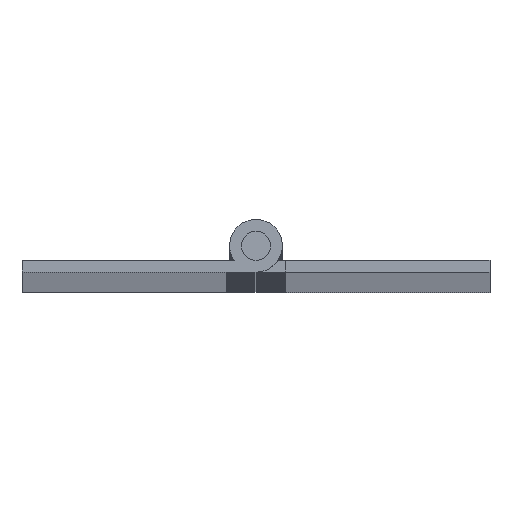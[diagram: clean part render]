
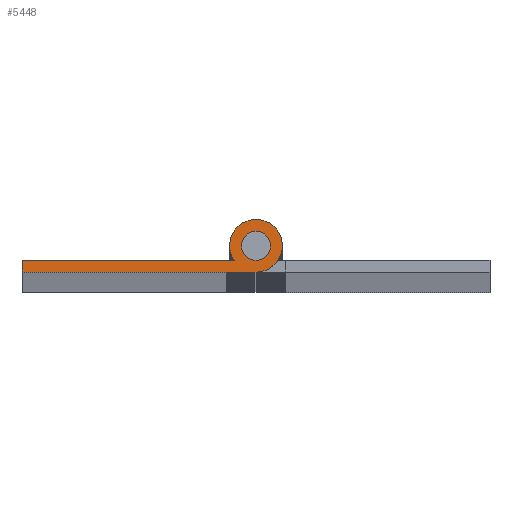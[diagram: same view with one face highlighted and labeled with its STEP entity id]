
A CAD part, top view. The second image highlights one B-rep face of the part: STEP entity #5448.
In plain terms, the highlighted planar face has unit normal (0, 0, 1).
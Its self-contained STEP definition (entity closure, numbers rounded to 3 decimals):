
#149 = CARTESIAN_POINT ( 'NONE',  ( -40., -2.5, 0. ) ) ;
#318 = DIRECTION ( 'NONE',  ( 1., 0., 0. ) ) ;
#566 = CIRCLE ( 'NONE', #11960, 4.5 ) ;
#702 = FACE_OUTER_BOUND ( 'NONE', #8488, .T. ) ;
#744 = CARTESIAN_POINT ( 'NONE',  ( -4.5, 0., 0. ) ) ;
#781 = CARTESIAN_POINT ( 'NONE',  ( -40., -2.5, 0. ) ) ;
#1154 = CARTESIAN_POINT ( 'NONE',  ( -3.742, -2.5, 0. ) ) ;
#1730 = CARTESIAN_POINT ( 'NONE',  ( 0., 0., 0. ) ) ;
#1856 = CIRCLE ( 'NONE', #4659, 2.5 ) ;
#2062 = ORIENTED_EDGE ( 'NONE', *, *, #4549, .F. ) ;
#2672 = EDGE_CURVE ( 'NONE', #6573, #6950, #566, .T. ) ;
#2862 = CARTESIAN_POINT ( 'NONE',  ( 2.5, 0., 0. ) ) ;
#3568 = CARTESIAN_POINT ( 'NONE',  ( 0., 0., 0. ) ) ;
#3644 = VERTEX_POINT ( 'NONE', #11892 ) ;
#3743 = ORIENTED_EDGE ( 'NONE', *, *, #2672, .T. ) ;
#3983 = VERTEX_POINT ( 'NONE', #149 ) ;
#4194 = CIRCLE ( 'NONE', #12363, 4.5 ) ;
#4251 = CARTESIAN_POINT ( 'NONE',  ( -40., -4.5, 0. ) ) ;
#4549 = EDGE_CURVE ( 'NONE', #10670, #11717, #1856, .T. ) ;
#4659 = AXIS2_PLACEMENT_3D ( 'NONE', #3568, #7368, #6437 ) ;
#4762 = EDGE_CURVE ( 'NONE', #3644, #6173, #9874, .T. ) ;
#4973 = DIRECTION ( 'NONE',  ( -1., 0., 0. ) ) ;
#4980 = ORIENTED_EDGE ( 'NONE', *, *, #11868, .F. ) ;
#4990 = AXIS2_PLACEMENT_3D ( 'NONE', #7119, #6243, #10060 ) ;
#5318 = ORIENTED_EDGE ( 'NONE', *, *, #12008, .T. ) ;
#5423 = CARTESIAN_POINT ( 'NONE',  ( 0., 0., 0. ) ) ;
#5448 = ADVANCED_FACE ( 'NONE', ( #6402, #702 ), #7162, .T. ) ;
#5482 = CARTESIAN_POINT ( 'NONE',  ( -3.742, -2.5, 0. ) ) ;
#5548 = DIRECTION ( 'NONE',  ( 0., 0., 1. ) ) ;
#5915 = LINE ( 'NONE', #1154, #9658 ) ;
#5922 = VERTEX_POINT ( 'NONE', #7040 ) ;
#6173 = VERTEX_POINT ( 'NONE', #7835 ) ;
#6243 = DIRECTION ( 'NONE',  ( 0., 0., 1. ) ) ;
#6260 = DIRECTION ( 'NONE',  ( 0., 0., 1. ) ) ;
#6284 = CARTESIAN_POINT ( 'NONE',  ( 0., 0., 0. ) ) ;
#6362 = DIRECTION ( 'NONE',  ( 0., -1., 0. ) ) ;
#6402 = FACE_BOUND ( 'NONE', #7397, .T. ) ;
#6437 = DIRECTION ( 'NONE',  ( 1., 0., 0. ) ) ;
#6573 = VERTEX_POINT ( 'NONE', #744 ) ;
#6576 = CARTESIAN_POINT ( 'NONE',  ( -2.5, 0., 0. ) ) ;
#6950 = VERTEX_POINT ( 'NONE', #5482 ) ;
#7040 = CARTESIAN_POINT ( 'NONE',  ( 4.5, 0., 0. ) ) ;
#7119 = CARTESIAN_POINT ( 'NONE',  ( 0., 0., 0. ) ) ;
#7162 = PLANE ( 'NONE',  #11839 ) ;
#7368 = DIRECTION ( 'NONE',  ( 0., 0., 1. ) ) ;
#7397 = EDGE_LOOP ( 'NONE', ( #2062, #4980 ) ) ;
#7454 = VECTOR ( 'NONE', #10922, 1000. ) ;
#7835 = CARTESIAN_POINT ( 'NONE',  ( 0., -4.5, 0. ) ) ;
#7954 = ORIENTED_EDGE ( 'NONE', *, *, #8034, .T. ) ;
#8034 = EDGE_CURVE ( 'NONE', #6173, #5922, #8509, .T. ) ;
#8488 = EDGE_LOOP ( 'NONE', ( #10308, #11340, #7954, #5318, #3743, #10968 ) ) ;
#8509 = CIRCLE ( 'NONE', #9116, 4.5 ) ;
#8780 = CIRCLE ( 'NONE', #4990, 2.5 ) ;
#9116 = AXIS2_PLACEMENT_3D ( 'NONE', #10882, #6260, #318 ) ;
#9367 = DIRECTION ( 'NONE',  ( 0., 0., 1. ) ) ;
#9658 = VECTOR ( 'NONE', #4973, 1000. ) ;
#9874 = LINE ( 'NONE', #4251, #7454 ) ;
#10060 = DIRECTION ( 'NONE',  ( 1., 0., 0. ) ) ;
#10218 = DIRECTION ( 'NONE',  ( 1., 0., 0. ) ) ;
#10308 = ORIENTED_EDGE ( 'NONE', *, *, #11954, .T. ) ;
#10360 = LINE ( 'NONE', #781, #10770 ) ;
#10670 = VERTEX_POINT ( 'NONE', #2862 ) ;
#10770 = VECTOR ( 'NONE', #6362, 1000. ) ;
#10882 = CARTESIAN_POINT ( 'NONE',  ( 0., 0., 0. ) ) ;
#10922 = DIRECTION ( 'NONE',  ( 1., 0., 0. ) ) ;
#10968 = ORIENTED_EDGE ( 'NONE', *, *, #11077, .T. ) ;
#11077 = EDGE_CURVE ( 'NONE', #6950, #3983, #5915, .T. ) ;
#11285 = DIRECTION ( 'NONE',  ( 1., 0., 0. ) ) ;
#11340 = ORIENTED_EDGE ( 'NONE', *, *, #4762, .T. ) ;
#11717 = VERTEX_POINT ( 'NONE', #6576 ) ;
#11839 = AXIS2_PLACEMENT_3D ( 'NONE', #6284, #11972, #10218 ) ;
#11868 = EDGE_CURVE ( 'NONE', #11717, #10670, #8780, .T. ) ;
#11892 = CARTESIAN_POINT ( 'NONE',  ( -40., -4.5, 0. ) ) ;
#11954 = EDGE_CURVE ( 'NONE', #3983, #3644, #10360, .T. ) ;
#11960 = AXIS2_PLACEMENT_3D ( 'NONE', #1730, #5548, #11285 ) ;
#11972 = DIRECTION ( 'NONE',  ( 0., 0., 1. ) ) ;
#12008 = EDGE_CURVE ( 'NONE', #5922, #6573, #4194, .T. ) ;
#12357 = DIRECTION ( 'NONE',  ( 1., 0., 0. ) ) ;
#12363 = AXIS2_PLACEMENT_3D ( 'NONE', #5423, #9367, #12357 ) ;
